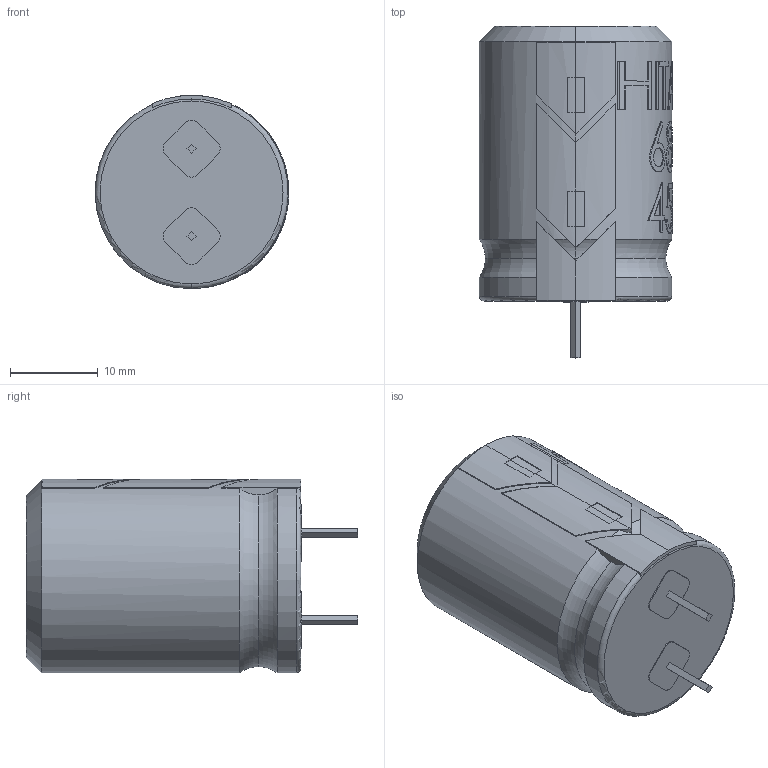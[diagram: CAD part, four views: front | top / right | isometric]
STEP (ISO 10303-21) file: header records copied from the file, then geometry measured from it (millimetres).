
FILE_DESCRIPTION (( 'STEP AP214' ), '1' );
FILE_NAME ('HITANO 68uF 450V ELP 85C (N).STEP', '2024-02-28T08:30:10', ( '' ), ( '' ), 'SwSTEP 2.0', 'SolidWorks 2021', '' );
FILE_SCHEMA (( 'AUTOMOTIVE_DESIGN' ));
Length unit declared in the file: millimetre
Products named in the file (1): HITANO 68uF 450V ELP 85C (N)
Bounding box: 22.1 x 37.9 x 22.1 mm (x, y, z)
Volume: 11756.5 mm3; surface area: 2946.9 mm2
Topology: 1 solids, 1 shells, 247 faces, 657 edges, 437 vertices
Faces by surface type: plane 136, bspline 57, cylinder 44, torus 8, cone 2
Entity records: 13628 total; most frequent: CARTESIAN_POINT 5175, ORIENTED_EDGE 1314, DIRECTION 995, EDGE_CURVE 657, VERTEX_POINT 437, AXIS2_PLACEMENT_3D 335, LINE 325, VECTOR 325
